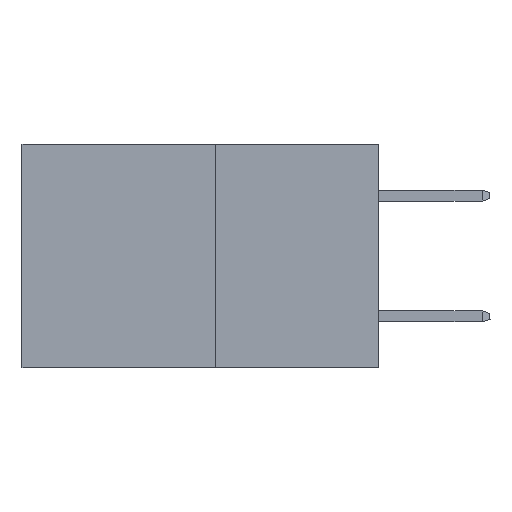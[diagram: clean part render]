
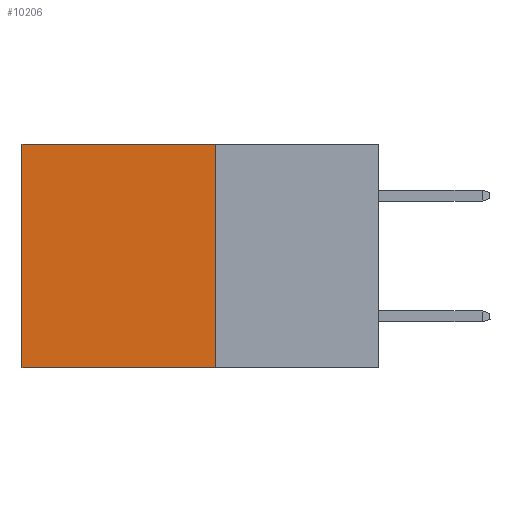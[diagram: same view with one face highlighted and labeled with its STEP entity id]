
A CAD part, left-side view. The second image highlights one B-rep face of the part: STEP entity #10206.
In plain terms, the highlighted planar face has unit normal (-1, 0, 0).
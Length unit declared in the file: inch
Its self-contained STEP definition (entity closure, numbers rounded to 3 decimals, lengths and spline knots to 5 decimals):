
#6 = ORIENTED_EDGE ( 'NONE', *, *, #14129, .F. ) ;
#869 = VERTEX_POINT ( 'NONE', #5730 ) ;
#894 = DIRECTION ( 'NONE',  ( 0., 0., -1. ) ) ;
#2788 = DIRECTION ( 'NONE',  ( 0., 1., 0. ) ) ;
#2859 = CARTESIAN_POINT ( 'NONE',  ( 0.277, 0.27, -0.37 ) ) ;
#3469 = LINE ( 'NONE', #2859, #15312 ) ;
#3973 = LINE ( 'NONE', #7549, #16222 ) ;
#4595 = VERTEX_POINT ( 'NONE', #19126 ) ;
#5730 = CARTESIAN_POINT ( 'NONE',  ( 0.277, 0.59, -0.37 ) ) ;
#5766 = CARTESIAN_POINT ( 'NONE',  ( 0.277, 0.59, -0.37 ) ) ;
#6752 = VECTOR ( 'NONE', #7787, 39.37008 ) ;
#7158 = EDGE_LOOP ( 'NONE', ( #17183, #17639, #6, #15114 ) ) ;
#7286 = VECTOR ( 'NONE', #11969, 39.37008 ) ;
#7549 = CARTESIAN_POINT ( 'NONE',  ( 0.277, 0.27, -0.37 ) ) ;
#7787 = DIRECTION ( 'NONE',  ( 0., 1., 0. ) ) ;
#8814 = PLANE ( 'NONE',  #12733 ) ;
#9074 = DIRECTION ( 'NONE',  ( 0., 0., -1. ) ) ;
#10206 = ADVANCED_FACE ( 'NONE', ( #11932 ), #8814, .F. ) ;
#10338 = DIRECTION ( 'NONE',  ( 1., 0., 0. ) ) ;
#11932 = FACE_OUTER_BOUND ( 'NONE', #7158, .T. ) ;
#11969 = DIRECTION ( 'NONE',  ( 0., 0., -1. ) ) ;
#12733 = AXIS2_PLACEMENT_3D ( 'NONE', #17835, #10338, #894 ) ;
#13402 = CARTESIAN_POINT ( 'NONE',  ( 0.277, 0.27, -0.37 ) ) ;
#14038 = CARTESIAN_POINT ( 'NONE',  ( 0.277, 0.27, 0. ) ) ;
#14129 = EDGE_CURVE ( 'NONE', #16489, #18313, #3973, .T. ) ;
#14168 = EDGE_CURVE ( 'NONE', #18313, #869, #3469, .T. ) ;
#15114 = ORIENTED_EDGE ( 'NONE', *, *, #17831, .T. ) ;
#15312 = VECTOR ( 'NONE', #2788, 39.37008 ) ;
#16222 = VECTOR ( 'NONE', #9074, 39.37008 ) ;
#16489 = VERTEX_POINT ( 'NONE', #14038 ) ;
#16978 = EDGE_CURVE ( 'NONE', #4595, #869, #19298, .T. ) ;
#17183 = ORIENTED_EDGE ( 'NONE', *, *, #16978, .T. ) ;
#17639 = ORIENTED_EDGE ( 'NONE', *, *, #14168, .F. ) ;
#17831 = EDGE_CURVE ( 'NONE', #16489, #4595, #18787, .T. ) ;
#17835 = CARTESIAN_POINT ( 'NONE',  ( 0.277, 0.27, -0.37 ) ) ;
#18313 = VERTEX_POINT ( 'NONE', #13402 ) ;
#18318 = CARTESIAN_POINT ( 'NONE',  ( 0.277, 0.27, 0. ) ) ;
#18787 = LINE ( 'NONE', #18318, #6752 ) ;
#19126 = CARTESIAN_POINT ( 'NONE',  ( 0.277, 0.59, 0. ) ) ;
#19298 = LINE ( 'NONE', #5766, #7286 ) ;
